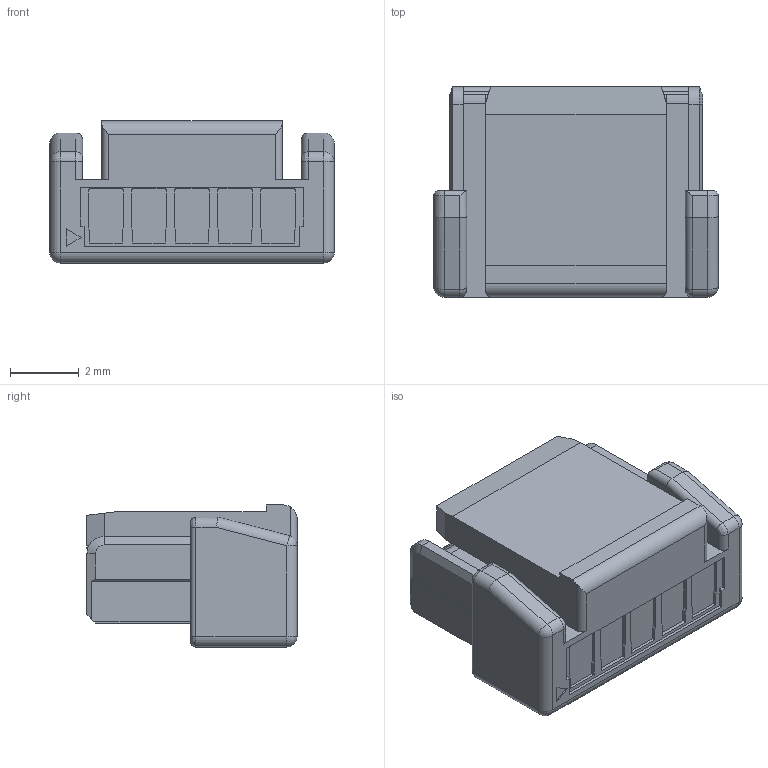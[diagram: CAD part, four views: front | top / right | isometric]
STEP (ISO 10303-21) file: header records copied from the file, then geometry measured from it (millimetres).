
FILE_DESCRIPTION(/* description */ (''),/* implementation_level */ '2;1');
FILE_NAME(/* name */ '2045320501wbm000_02_214.stp',/* time_stamp */ '2024-03-13T14:39:03+05:00',/* author */ (''),/* organization */ (''),/* preprocessor_version */ 'ST-DEVELOPER v16.7',/* originating_system */ 'SIEMENS PLM Software NX 1919',/* authorisation */ '');
FILE_SCHEMA (('AUTOMOTIVE_DESIGN { 1 0 10303 214 3 1 1 1 }'));
Length unit declared in the file: millimetre
Products named in the file (1): 2045320501wbm000_02
Bounding box: 8.25 x 6.1 x 4.12 mm (x, y, z)
Volume: 135.5 mm3; surface area: 271.7 mm2
Topology: 1 solids, 1 shells, 325 faces, 864 edges, 546 vertices
Faces by surface type: plane 257, cylinder 56, bspline 6, sphere 4, cone 2
Entity records: 10006 total; most frequent: CARTESIAN_POINT 1888, ORIENTED_EDGE 1724, DIRECTION 1610, EDGE_CURVE 862, LINE 746, VECTOR 746, VERTEX_POINT 546, AXIS2_PLACEMENT_3D 432
